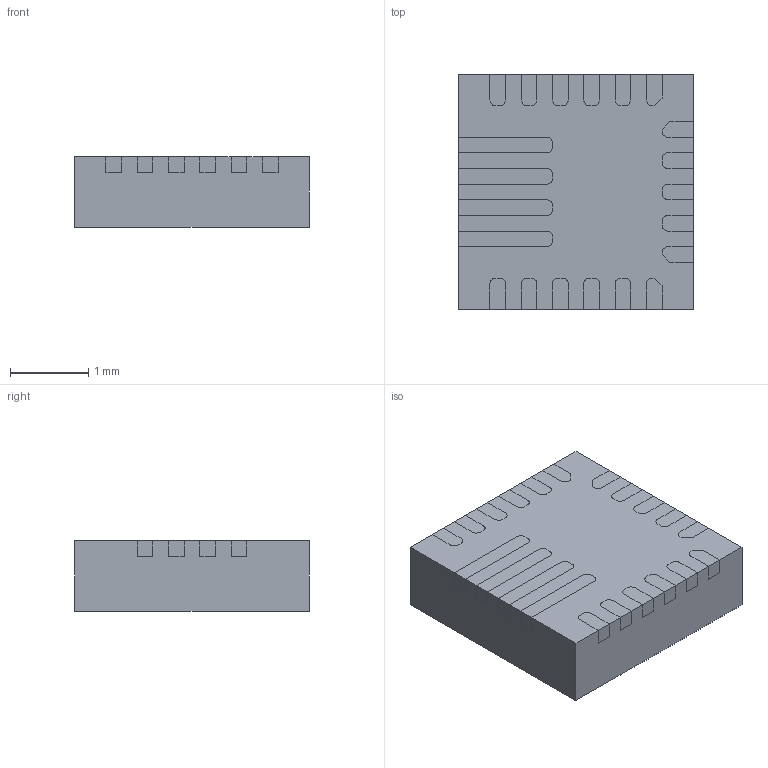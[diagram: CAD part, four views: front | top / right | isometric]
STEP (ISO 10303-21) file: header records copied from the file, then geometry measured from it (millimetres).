
FILE_DESCRIPTION (( 'STEP AP214' ), '1' );
FILE_NAME ('MP2695GQ.STEP', '2022-07-22T06:46:30', ( '' ), ( '' ), 'SwSTEP 2.0', 'SolidWorks 2017', '' );
FILE_SCHEMA (( 'AUTOMOTIVE_DESIGN' ));
Length unit declared in the file: millimetre
Products named in the file (1): MP2695GQ
Bounding box: 3 x 3 x 0.9 mm (x, y, z)
Volume: 8.1 mm3; surface area: 55.3 mm2
Topology: 20 solids, 20 shells, 1157 faces, 3130 edges, 2052 vertices
Faces by surface type: plane 791, cylinder 366
Entity records: 43102 total; most frequent: CARTESIAN_POINT 6346, DIRECTION 6288, ORIENTED_EDGE 6260, EDGE_CURVE 3130, VECTOR 2284, LINE 2284, VERTEX_POINT 2052, AXIS2_PLACEMENT_3D 2002
